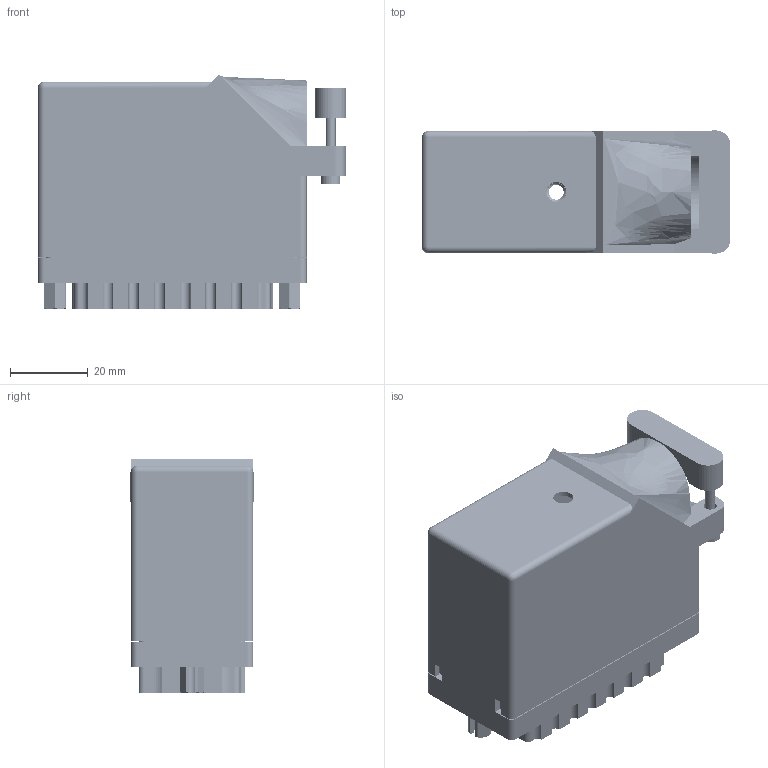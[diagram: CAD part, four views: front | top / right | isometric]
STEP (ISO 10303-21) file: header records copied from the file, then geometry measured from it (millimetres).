
FILE_DESCRIPTION (( 'STEP AP203' ), '1' );
FILE_NAME ('516-090-500-222.STEP', '2020-03-06T17:18:43', ( '' ), ( '' ), 'SwSTEP 2.0', 'SolidWorks 2016', '' );
FILE_SCHEMA (( 'CONFIG_CONTROL_DESIGN' ));
Length unit declared in the file: inch
Products named in the file (8): 516-221-090-102_091; 516-292-001_500 Contact; 516-252-091-102; 516-221-090-102_090; 516 Part Receptacle_090; 516-252-095-100; 516-230-001_Plastic - 090 Side Entry; 516-090-500-222
Assembly tree (97 placements, depth 2):
  516-090-500-222
    516 Part Receptacle_090
    516-292-001_500 Contact  x90
    516-230-001_Plastic - 090 Side Entry
    516-252-091-102  x2
    516-221-090-102_090
    516-252-095-100
    516-221-090-102_091
Bounding box: 79.2 x 31.75 x 60.37 mm (x, y, z)
Volume: 41230.2 mm3; surface area: 69676.9 mm2
Topology: 97 solids, 97 shells, 9042 faces, 26255 edges, 17427 vertices
Faces by surface type: plane 5339, cylinder 3084, bspline 571, cone 46, sphere 2
Entity records: 86146 total; most frequent: CARTESIAN_POINT 21290, ORIENTED_EDGE 13182, DIRECTION 12675, EDGE_CURVE 6591, VECTOR 4671, LINE 4671, VERTEX_POINT 4381, AXIS2_PLACEMENT_3D 4002
